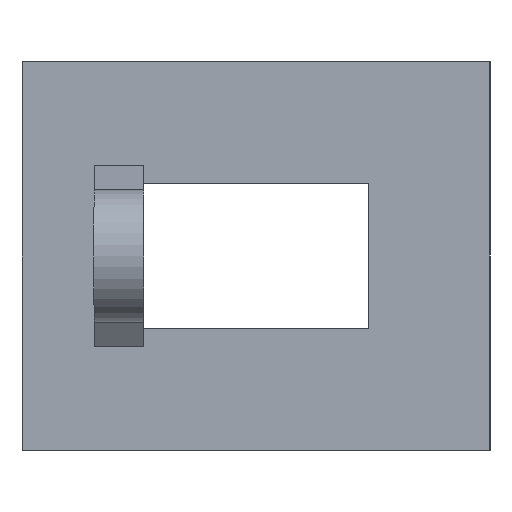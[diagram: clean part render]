
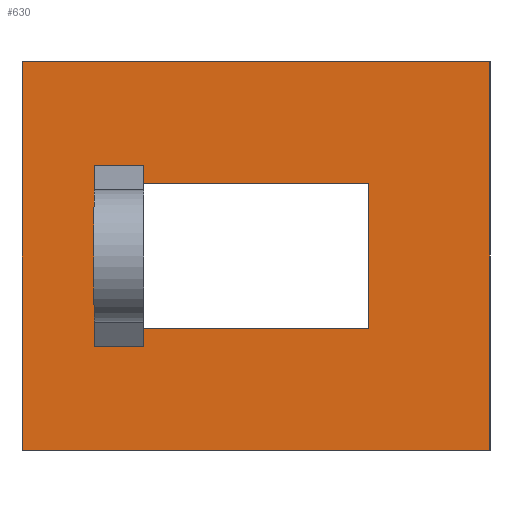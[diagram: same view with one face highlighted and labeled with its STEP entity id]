
A CAD part, left-side view. The second image highlights one B-rep face of the part: STEP entity #630.
In plain terms, the highlighted planar face has unit normal (-1, 0, 0).
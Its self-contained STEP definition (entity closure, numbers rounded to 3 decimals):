
#3 = DIRECTION ( 'NONE',  ( 0., -1., 0. ) ) ;
#4 = ORIENTED_EDGE ( 'NONE', *, *, #428, .F. ) ;
#5 = EDGE_CURVE ( 'NONE', #273, #65, #547, .T. ) ;
#8 = EDGE_CURVE ( 'NONE', #728, #424, #671, .T. ) ;
#9 = DIRECTION ( 'NONE',  ( 0., -1., 0. ) ) ;
#15 = VECTOR ( 'NONE', #453, 1000. ) ;
#17 = LINE ( 'NONE', #463, #15 ) ;
#21 = LINE ( 'NONE', #143, #334 ) ;
#25 = ORIENTED_EDGE ( 'NONE', *, *, #221, .T. ) ;
#39 = AXIS2_PLACEMENT_3D ( 'NONE', #178, #611, #423 ) ;
#48 = DIRECTION ( 'NONE',  ( 0., 0., -1. ) ) ;
#52 = DIRECTION ( 'NONE',  ( 0., 0., -1. ) ) ;
#59 = VECTOR ( 'NONE', #141, 1000. ) ;
#64 = LINE ( 'NONE', #762, #175 ) ;
#65 = VERTEX_POINT ( 'NONE', #824 ) ;
#66 = CARTESIAN_POINT ( 'NONE',  ( -18.75, 14.5, 10.1 ) ) ;
#70 = DIRECTION ( 'NONE',  ( 0., 0., 1. ) ) ;
#73 = VERTEX_POINT ( 'NONE', #482 ) ;
#91 = CARTESIAN_POINT ( 'NONE',  ( -18.75, 18., 10.1 ) ) ;
#106 = FACE_BOUND ( 'NONE', #508, .T. ) ;
#112 = ORIENTED_EDGE ( 'NONE', *, *, #8, .T. ) ;
#119 = VECTOR ( 'NONE', #70, 1000. ) ;
#141 = DIRECTION ( 'NONE',  ( 0., 1., 0. ) ) ;
#142 = VERTEX_POINT ( 'NONE', #253 ) ;
#143 = CARTESIAN_POINT ( 'NONE',  ( -18.75, 26., 21.6 ) ) ;
#175 = VECTOR ( 'NONE', #3, 1000. ) ;
#178 = CARTESIAN_POINT ( 'NONE',  ( -18.75, 0., 0. ) ) ;
#184 = CARTESIAN_POINT ( 'NONE',  ( -18.75, 18., -10.1 ) ) ;
#186 = VERTEX_POINT ( 'NONE', #785 ) ;
#187 = VECTOR ( 'NONE', #9, 1000. ) ;
#207 = CARTESIAN_POINT ( 'NONE',  ( -18.75, 26., 21.6 ) ) ;
#213 = ORIENTED_EDGE ( 'NONE', *, *, #816, .T. ) ;
#216 = EDGE_CURVE ( 'NONE', #142, #273, #21, .T. ) ;
#217 = VECTOR ( 'NONE', #48, 1000. ) ;
#221 = EDGE_CURVE ( 'NONE', #437, #394, #17, .T. ) ;
#252 = VECTOR ( 'NONE', #368, 1000. ) ;
#253 = CARTESIAN_POINT ( 'NONE',  ( -18.75, 26., -21.6 ) ) ;
#256 = LINE ( 'NONE', #823, #252 ) ;
#267 = CARTESIAN_POINT ( 'NONE',  ( -18.75, 12.5, -8.1 ) ) ;
#273 = VERTEX_POINT ( 'NONE', #207 ) ;
#284 = VERTEX_POINT ( 'NONE', #741 ) ;
#296 = CARTESIAN_POINT ( 'NONE',  ( -18.75, -12.5, 8.1 ) ) ;
#317 = CARTESIAN_POINT ( 'NONE',  ( -18.75, 12.5, 10.1 ) ) ;
#334 = VECTOR ( 'NONE', #533, 1000. ) ;
#346 = CARTESIAN_POINT ( 'NONE',  ( -18.75, -26., 21.6 ) ) ;
#353 = CARTESIAN_POINT ( 'NONE',  ( -18.75, -12.5, 8.1 ) ) ;
#359 = LINE ( 'NONE', #346, #722 ) ;
#368 = DIRECTION ( 'NONE',  ( 0., 1., 0. ) ) ;
#373 = LINE ( 'NONE', #755, #119 ) ;
#379 = LINE ( 'NONE', #575, #541 ) ;
#387 = ORIENTED_EDGE ( 'NONE', *, *, #581, .T. ) ;
#394 = VERTEX_POINT ( 'NONE', #91 ) ;
#397 = ORIENTED_EDGE ( 'NONE', *, *, #414, .F. ) ;
#414 = EDGE_CURVE ( 'NONE', #284, #527, #373, .T. ) ;
#423 = DIRECTION ( 'NONE',  ( 0., 0., 1. ) ) ;
#424 = VERTEX_POINT ( 'NONE', #633 ) ;
#428 = EDGE_CURVE ( 'NONE', #73, #186, #379, .T. ) ;
#437 = VERTEX_POINT ( 'NONE', #184 ) ;
#452 = LINE ( 'NONE', #267, #59 ) ;
#453 = DIRECTION ( 'NONE',  ( 0., 0., 1. ) ) ;
#463 = CARTESIAN_POINT ( 'NONE',  ( -18.75, 18., 0. ) ) ;
#480 = CARTESIAN_POINT ( 'NONE',  ( -18.75, 26., 21.6 ) ) ;
#482 = CARTESIAN_POINT ( 'NONE',  ( -18.75, 12.5, -10.1 ) ) ;
#490 = VERTEX_POINT ( 'NONE', #572 ) ;
#496 = EDGE_LOOP ( 'NONE', ( #512, #596, #776, #750 ) ) ;
#508 = EDGE_LOOP ( 'NONE', ( #4, #213, #25, #686, #397, #534, #112, #387 ) ) ;
#512 = ORIENTED_EDGE ( 'NONE', *, *, #794, .F. ) ;
#515 = EDGE_CURVE ( 'NONE', #394, #527, #700, .T. ) ;
#527 = VERTEX_POINT ( 'NONE', #317 ) ;
#533 = DIRECTION ( 'NONE',  ( 0., 0., 1. ) ) ;
#534 = ORIENTED_EDGE ( 'NONE', *, *, #759, .T. ) ;
#538 = DIRECTION ( 'NONE',  ( 0., -1., 0. ) ) ;
#541 = VECTOR ( 'NONE', #821, 1000. ) ;
#547 = LINE ( 'NONE', #480, #583 ) ;
#567 = DIRECTION ( 'NONE',  ( 0., 1., 0. ) ) ;
#572 = CARTESIAN_POINT ( 'NONE',  ( -18.75, -26., -21.6 ) ) ;
#575 = CARTESIAN_POINT ( 'NONE',  ( -18.75, 12.5, 0. ) ) ;
#581 = EDGE_CURVE ( 'NONE', #424, #186, #452, .T. ) ;
#583 = VECTOR ( 'NONE', #538, 1000. ) ;
#596 = ORIENTED_EDGE ( 'NONE', *, *, #608, .F. ) ;
#608 = EDGE_CURVE ( 'NONE', #65, #490, #359, .T. ) ;
#611 = DIRECTION ( 'NONE',  ( -1., 0., 0. ) ) ;
#630 = ADVANCED_FACE ( 'NONE', ( #106, #684 ), #738, .T. ) ;
#633 = CARTESIAN_POINT ( 'NONE',  ( -18.75, -12.5, -8.1 ) ) ;
#644 = LINE ( 'NONE', #704, #708 ) ;
#671 = LINE ( 'NONE', #353, #217 ) ;
#684 = FACE_OUTER_BOUND ( 'NONE', #496, .T. ) ;
#686 = ORIENTED_EDGE ( 'NONE', *, *, #515, .T. ) ;
#700 = LINE ( 'NONE', #66, #187 ) ;
#704 = CARTESIAN_POINT ( 'NONE',  ( -18.75, 26., -21.6 ) ) ;
#708 = VECTOR ( 'NONE', #567, 1000. ) ;
#722 = VECTOR ( 'NONE', #52, 1000. ) ;
#728 = VERTEX_POINT ( 'NONE', #296 ) ;
#738 = PLANE ( 'NONE',  #39 ) ;
#741 = CARTESIAN_POINT ( 'NONE',  ( -18.75, 12.5, 8.1 ) ) ;
#750 = ORIENTED_EDGE ( 'NONE', *, *, #216, .F. ) ;
#755 = CARTESIAN_POINT ( 'NONE',  ( -18.75, 12.5, 0. ) ) ;
#759 = EDGE_CURVE ( 'NONE', #284, #728, #64, .T. ) ;
#762 = CARTESIAN_POINT ( 'NONE',  ( -18.75, 12.5, 8.1 ) ) ;
#776 = ORIENTED_EDGE ( 'NONE', *, *, #5, .F. ) ;
#785 = CARTESIAN_POINT ( 'NONE',  ( -18.75, 12.5, -8.1 ) ) ;
#794 = EDGE_CURVE ( 'NONE', #490, #142, #644, .T. ) ;
#816 = EDGE_CURVE ( 'NONE', #73, #437, #256, .T. ) ;
#821 = DIRECTION ( 'NONE',  ( 0., 0., 1. ) ) ;
#823 = CARTESIAN_POINT ( 'NONE',  ( -18.75, 14.5, -10.1 ) ) ;
#824 = CARTESIAN_POINT ( 'NONE',  ( -18.75, -26., 21.6 ) ) ;
